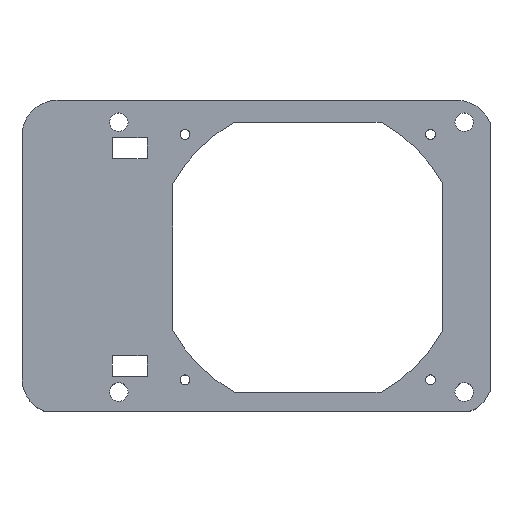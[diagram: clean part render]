
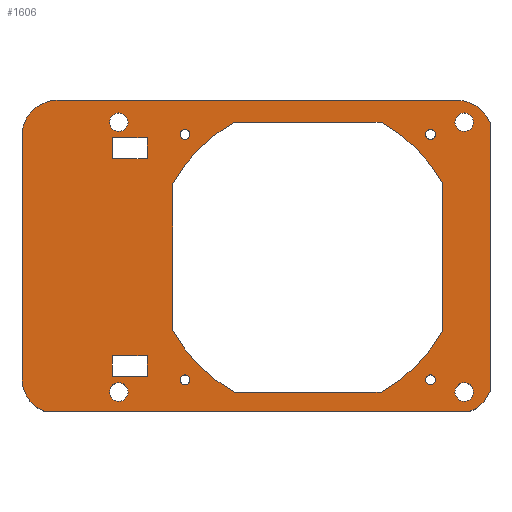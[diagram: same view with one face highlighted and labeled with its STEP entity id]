
A CAD part, top view. The second image highlights one B-rep face of the part: STEP entity #1606.
In plain terms, the highlighted planar face has unit normal (0, 0, 1).
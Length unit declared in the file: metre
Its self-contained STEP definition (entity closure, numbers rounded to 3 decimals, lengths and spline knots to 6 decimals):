
#23=LINE('',#2401,#163);
#27=LINE('',#2410,#167);
#31=LINE('',#2419,#171);
#34=LINE('',#2439,#174);
#35=LINE('',#2448,#175);
#36=LINE('',#2453,#176);
#37=LINE('',#2457,#177);
#38=LINE('',#2461,#178);
#39=LINE('',#2464,#179);
#40=LINE('',#2467,#180);
#41=LINE('',#2469,#181);
#42=LINE('',#2471,#182);
#43=LINE('',#2472,#183);
#44=LINE('',#2475,#184);
#45=LINE('',#2477,#185);
#46=LINE('',#2479,#186);
#163=VECTOR('',#1911,1.);
#167=VECTOR('',#1917,1.);
#171=VECTOR('',#1923,1.);
#174=VECTOR('',#1952,1.);
#175=VECTOR('',#1961,1.);
#176=VECTOR('',#1964,1.);
#177=VECTOR('',#1967,1.);
#178=VECTOR('',#1970,1.);
#179=VECTOR('',#1973,1.);
#180=VECTOR('',#1974,1.);
#181=VECTOR('',#1975,1.);
#182=VECTOR('',#1976,1.);
#183=VECTOR('',#1977,1.);
#184=VECTOR('',#1978,1.);
#185=VECTOR('',#1979,1.);
#186=VECTOR('',#1980,1.);
#303=PLANE('',#1732);
#392=ORIENTED_EDGE('',*,*,#825,.F.);
#393=ORIENTED_EDGE('',*,*,#830,.T.);
#394=ORIENTED_EDGE('',*,*,#822,.F.);
#395=ORIENTED_EDGE('',*,*,#811,.F.);
#396=ORIENTED_EDGE('',*,*,#829,.F.);
#397=ORIENTED_EDGE('',*,*,#819,.F.);
#398=ORIENTED_EDGE('',*,*,#827,.F.);
#399=ORIENTED_EDGE('',*,*,#815,.F.);
#400=ORIENTED_EDGE('',*,*,#831,.F.);
#401=ORIENTED_EDGE('',*,*,#832,.F.);
#402=ORIENTED_EDGE('',*,*,#833,.F.);
#403=ORIENTED_EDGE('',*,*,#834,.F.);
#404=ORIENTED_EDGE('',*,*,#835,.F.);
#405=ORIENTED_EDGE('',*,*,#836,.T.);
#406=ORIENTED_EDGE('',*,*,#837,.F.);
#407=ORIENTED_EDGE('',*,*,#838,.T.);
#408=ORIENTED_EDGE('',*,*,#839,.T.);
#409=ORIENTED_EDGE('',*,*,#840,.T.);
#410=ORIENTED_EDGE('',*,*,#841,.T.);
#411=ORIENTED_EDGE('',*,*,#842,.T.);
#412=ORIENTED_EDGE('',*,*,#843,.T.);
#413=ORIENTED_EDGE('',*,*,#844,.F.);
#414=ORIENTED_EDGE('',*,*,#845,.T.);
#415=ORIENTED_EDGE('',*,*,#846,.F.);
#416=ORIENTED_EDGE('',*,*,#847,.T.);
#417=ORIENTED_EDGE('',*,*,#848,.F.);
#418=ORIENTED_EDGE('',*,*,#849,.F.);
#419=ORIENTED_EDGE('',*,*,#850,.F.);
#420=ORIENTED_EDGE('',*,*,#801,.T.);
#421=ORIENTED_EDGE('',*,*,#803,.T.);
#422=ORIENTED_EDGE('',*,*,#805,.T.);
#423=ORIENTED_EDGE('',*,*,#807,.T.);
#801=EDGE_CURVE('',#1023,#1023,#1181,.F.);
#803=EDGE_CURVE('',#1025,#1025,#1183,.F.);
#805=EDGE_CURVE('',#1027,#1027,#1185,.F.);
#807=EDGE_CURVE('',#1029,#1029,#1187,.F.);
#811=EDGE_CURVE('',#1033,#1031,#23,.T.);
#815=EDGE_CURVE('',#1037,#1035,#27,.T.);
#819=EDGE_CURVE('',#1041,#1039,#31,.T.);
#822=EDGE_CURVE('',#1031,#1043,#1189,.F.);
#825=EDGE_CURVE('',#1045,#1037,#1191,.F.);
#827=EDGE_CURVE('',#1035,#1041,#1193,.F.);
#829=EDGE_CURVE('',#1039,#1033,#1195,.F.);
#830=EDGE_CURVE('',#1045,#1043,#34,.T.);
#831=EDGE_CURVE('',#1046,#1046,#1196,.T.);
#832=EDGE_CURVE('',#1047,#1047,#1197,.T.);
#833=EDGE_CURVE('',#1048,#1048,#1198,.T.);
#834=EDGE_CURVE('',#1049,#1049,#1199,.T.);
#835=EDGE_CURVE('',#1050,#1051,#35,.T.);
#836=EDGE_CURVE('',#1050,#1052,#1200,.T.);
#837=EDGE_CURVE('',#1053,#1052,#36,.T.);
#838=EDGE_CURVE('',#1053,#1054,#1201,.T.);
#839=EDGE_CURVE('',#1054,#1055,#37,.T.);
#840=EDGE_CURVE('',#1055,#1056,#1202,.T.);
#841=EDGE_CURVE('',#1056,#1057,#38,.T.);
#842=EDGE_CURVE('',#1057,#1051,#1203,.T.);
#843=EDGE_CURVE('',#1058,#1059,#39,.T.);
#844=EDGE_CURVE('',#1060,#1059,#40,.T.);
#845=EDGE_CURVE('',#1060,#1061,#41,.T.);
#846=EDGE_CURVE('',#1058,#1061,#42,.T.);
#847=EDGE_CURVE('',#1062,#1063,#43,.T.);
#848=EDGE_CURVE('',#1064,#1063,#44,.T.);
#849=EDGE_CURVE('',#1065,#1064,#45,.T.);
#850=EDGE_CURVE('',#1062,#1065,#46,.T.);
#1023=VERTEX_POINT('',#2377);
#1025=VERTEX_POINT('',#2382);
#1027=VERTEX_POINT('',#2387);
#1029=VERTEX_POINT('',#2392);
#1031=VERTEX_POINT('',#2396);
#1033=VERTEX_POINT('',#2400);
#1035=VERTEX_POINT('',#2405);
#1037=VERTEX_POINT('',#2409);
#1039=VERTEX_POINT('',#2414);
#1041=VERTEX_POINT('',#2418);
#1043=VERTEX_POINT('',#2423);
#1045=VERTEX_POINT('',#2430);
#1046=VERTEX_POINT('',#2441);
#1047=VERTEX_POINT('',#2443);
#1048=VERTEX_POINT('',#2445);
#1049=VERTEX_POINT('',#2447);
#1050=VERTEX_POINT('',#2449);
#1051=VERTEX_POINT('',#2450);
#1052=VERTEX_POINT('',#2452);
#1053=VERTEX_POINT('',#2454);
#1054=VERTEX_POINT('',#2456);
#1055=VERTEX_POINT('',#2458);
#1056=VERTEX_POINT('',#2460);
#1057=VERTEX_POINT('',#2462);
#1058=VERTEX_POINT('',#2465);
#1059=VERTEX_POINT('',#2466);
#1060=VERTEX_POINT('',#2468);
#1061=VERTEX_POINT('',#2470);
#1062=VERTEX_POINT('',#2473);
#1063=VERTEX_POINT('',#2474);
#1064=VERTEX_POINT('',#2476);
#1065=VERTEX_POINT('',#2478);
#1181=CIRCLE('',#1707,0.004);
#1183=CIRCLE('',#1710,0.004);
#1185=CIRCLE('',#1713,0.004);
#1187=CIRCLE('',#1716,0.004);
#1189=CIRCLE('',#1722,0.01505);
#1191=CIRCLE('',#1725,0.01505);
#1193=CIRCLE('',#1728,0.01505);
#1195=CIRCLE('',#1731,0.01505);
#1196=CIRCLE('',#1733,0.0021);
#1197=CIRCLE('',#1734,0.0021);
#1198=CIRCLE('',#1735,0.0021);
#1199=CIRCLE('',#1736,0.0021);
#1200=CIRCLE('',#1737,0.066);
#1201=CIRCLE('',#1738,0.066);
#1202=CIRCLE('',#1739,0.066);
#1203=CIRCLE('',#1740,0.066);
#1273=EDGE_LOOP('',(#392,#393,#394,#395,#396,#397,#398,#399));
#1274=EDGE_LOOP('',(#400));
#1275=EDGE_LOOP('',(#401));
#1276=EDGE_LOOP('',(#402));
#1277=EDGE_LOOP('',(#403));
#1278=EDGE_LOOP('',(#404,#405,#406,#407,#408,#409,#410,#411));
#1279=EDGE_LOOP('',(#412,#413,#414,#415));
#1280=EDGE_LOOP('',(#416,#417,#418,#419));
#1281=EDGE_LOOP('',(#420));
#1282=EDGE_LOOP('',(#421));
#1283=EDGE_LOOP('',(#422));
#1284=EDGE_LOOP('',(#423));
#1423=FACE_BOUND('',#1273,.T.);
#1424=FACE_BOUND('',#1274,.T.);
#1425=FACE_BOUND('',#1275,.T.);
#1426=FACE_BOUND('',#1276,.T.);
#1427=FACE_BOUND('',#1277,.T.);
#1428=FACE_BOUND('',#1278,.T.);
#1429=FACE_BOUND('',#1279,.T.);
#1430=FACE_BOUND('',#1280,.T.);
#1431=FACE_BOUND('',#1281,.T.);
#1432=FACE_BOUND('',#1282,.T.);
#1433=FACE_BOUND('',#1283,.T.);
#1434=FACE_BOUND('',#1284,.T.);
#1606=ADVANCED_FACE('',(#1423,#1424,#1425,#1426,#1427,#1428,#1429,#1430,
#1431,#1432,#1433,#1434),#303,.T.);
#1707=AXIS2_PLACEMENT_3D('',#2376,#1886,#1887);
#1710=AXIS2_PLACEMENT_3D('',#2381,#1892,#1893);
#1713=AXIS2_PLACEMENT_3D('',#2386,#1898,#1899);
#1716=AXIS2_PLACEMENT_3D('',#2391,#1904,#1905);
#1722=AXIS2_PLACEMENT_3D('',#2425,#1929,#1930);
#1725=AXIS2_PLACEMENT_3D('',#2431,#1936,#1937);
#1728=AXIS2_PLACEMENT_3D('',#2434,#1942,#1943);
#1731=AXIS2_PLACEMENT_3D('',#2437,#1948,#1949);
#1732=AXIS2_PLACEMENT_3D('',#2438,#1950,#1951);
#1733=AXIS2_PLACEMENT_3D('',#2440,#1953,#1954);
#1734=AXIS2_PLACEMENT_3D('',#2442,#1955,#1956);
#1735=AXIS2_PLACEMENT_3D('',#2444,#1957,#1958);
#1736=AXIS2_PLACEMENT_3D('',#2446,#1959,#1960);
#1737=AXIS2_PLACEMENT_3D('',#2451,#1962,#1963);
#1738=AXIS2_PLACEMENT_3D('',#2455,#1965,#1966);
#1739=AXIS2_PLACEMENT_3D('',#2459,#1968,#1969);
#1740=AXIS2_PLACEMENT_3D('',#2463,#1971,#1972);
#1886=DIRECTION('',(0.,0.,1.));
#1887=DIRECTION('',(1.,0.,0.));
#1892=DIRECTION('',(0.,0.,1.));
#1893=DIRECTION('',(1.,0.,0.));
#1898=DIRECTION('',(0.,0.,1.));
#1899=DIRECTION('',(1.,0.,0.));
#1904=DIRECTION('',(0.,0.,1.));
#1905=DIRECTION('',(1.,0.,0.));
#1911=DIRECTION('',(-1.,0.,0.));
#1917=DIRECTION('',(1.,0.,0.));
#1923=DIRECTION('',(0.,-1.,0.));
#1929=DIRECTION('',(0.,0.,1.));
#1930=DIRECTION('',(1.,0.,0.));
#1936=DIRECTION('',(0.,0.,1.));
#1937=DIRECTION('',(1.,0.,0.));
#1942=DIRECTION('',(0.,0.,1.));
#1943=DIRECTION('',(1.,0.,0.));
#1948=DIRECTION('',(0.,0.,1.));
#1949=DIRECTION('',(1.,0.,0.));
#1950=DIRECTION('',(0.,0.,1.));
#1951=DIRECTION('',(1.,0.,0.));
#1952=DIRECTION('',(0.,-1.,0.));
#1953=DIRECTION('',(0.,0.,1.));
#1954=DIRECTION('',(1.,0.,0.));
#1955=DIRECTION('',(0.,0.,1.));
#1956=DIRECTION('',(1.,0.,0.));
#1957=DIRECTION('',(0.,0.,1.));
#1958=DIRECTION('',(1.,0.,0.));
#1959=DIRECTION('',(0.,0.,1.));
#1960=DIRECTION('',(1.,0.,0.));
#1961=DIRECTION('',(0.,-1.,0.));
#1962=DIRECTION('',(0.,0.,-1.));
#1963=DIRECTION('',(-1.,0.,0.));
#1964=DIRECTION('',(-1.,0.,0.));
#1965=DIRECTION('',(0.,0.,-1.));
#1966=DIRECTION('',(-1.,0.,0.));
#1967=DIRECTION('',(0.,-1.,0.));
#1968=DIRECTION('',(0.,0.,-1.));
#1969=DIRECTION('',(-1.,0.,0.));
#1970=DIRECTION('',(-1.,0.,0.));
#1971=DIRECTION('',(0.,0.,-1.));
#1972=DIRECTION('',(-1.,0.,0.));
#1973=DIRECTION('',(1.,0.,0.));
#1974=DIRECTION('',(0.,1.,0.));
#1975=DIRECTION('',(-1.,0.,0.));
#1976=DIRECTION('',(0.,-1.,0.));
#1977=DIRECTION('',(0.,1.,0.));
#1978=DIRECTION('',(-1.,0.,0.));
#1979=DIRECTION('',(0.,1.,0.));
#1980=DIRECTION('',(1.,0.,0.));
#2376=CARTESIAN_POINT('',(-0.07425,-0.058,-0.026));
#2377=CARTESIAN_POINT('',(-0.07025,-0.058,-0.026));
#2381=CARTESIAN_POINT('',(0.07425,-0.058,-0.026));
#2382=CARTESIAN_POINT('',(0.07825,-0.058,-0.026));
#2386=CARTESIAN_POINT('',(0.07425,0.058,-0.026));
#2387=CARTESIAN_POINT('',(0.07825,0.058,-0.026));
#2391=CARTESIAN_POINT('',(-0.07425,0.058,-0.026));
#2392=CARTESIAN_POINT('',(-0.07025,0.058,-0.026));
#2396=CARTESIAN_POINT('',(-0.106194,-0.06635,-0.026));
#2400=CARTESIAN_POINT('',(0.076694,-0.06635,-0.026));
#2401=CARTESIAN_POINT('',(-0.01475,-0.06635,-0.026));
#2405=CARTESIAN_POINT('',(0.0713,0.06735,-0.026));
#2409=CARTESIAN_POINT('',(-0.1008,0.06735,-0.026));
#2410=CARTESIAN_POINT('',(-0.01475,0.06735,-0.026));
#2414=CARTESIAN_POINT('',(0.08535,-0.057694,-0.026));
#2418=CARTESIAN_POINT('',(0.08535,0.057694,-0.026));
#2419=CARTESIAN_POINT('',(0.08535,0.055174,-0.026));
#2423=CARTESIAN_POINT('',(-0.11585,-0.0523,-0.026));
#2425=CARTESIAN_POINT('',(-0.1008,-0.0523,-0.026));
#2430=CARTESIAN_POINT('',(-0.11585,0.0523,-0.026));
#2431=CARTESIAN_POINT('',(-0.1008,0.0523,-0.026));
#2434=CARTESIAN_POINT('',(0.0713,0.0523,-0.026));
#2437=CARTESIAN_POINT('',(0.0713,-0.0523,-0.026));
#2438=CARTESIAN_POINT('',(-0.01475,0.,-0.026));
#2439=CARTESIAN_POINT('',(-0.11585,0.,-0.026));
#2440=CARTESIAN_POINT('',(0.05975,0.05275,-0.026));
#2441=CARTESIAN_POINT('',(0.06185,0.05275,-0.026));
#2442=CARTESIAN_POINT('',(-0.04575,0.05275,-0.026));
#2443=CARTESIAN_POINT('',(-0.04365,0.05275,-0.026));
#2444=CARTESIAN_POINT('',(-0.04575,-0.05275,-0.026));
#2445=CARTESIAN_POINT('',(-0.04365,-0.05275,-0.026));
#2446=CARTESIAN_POINT('',(0.05975,-0.05275,-0.026));
#2447=CARTESIAN_POINT('',(0.06185,-0.05275,-0.026));
#2448=CARTESIAN_POINT('',(-0.051,0.,-0.026));
#2449=CARTESIAN_POINT('',(-0.051,0.031496,-0.026));
#2450=CARTESIAN_POINT('',(-0.051,-0.031496,-0.026));
#2451=CARTESIAN_POINT('',(0.007,0.,-0.026));
#2452=CARTESIAN_POINT('',(-0.024496,0.058,-0.026));
#2453=CARTESIAN_POINT('',(0.007,0.058,-0.026));
#2454=CARTESIAN_POINT('',(0.038496,0.058,-0.026));
#2455=CARTESIAN_POINT('',(0.007,0.,-0.026));
#2456=CARTESIAN_POINT('',(0.065,0.031496,-0.026));
#2457=CARTESIAN_POINT('',(0.065,0.,-0.026));
#2458=CARTESIAN_POINT('',(0.065,-0.031496,-0.026));
#2459=CARTESIAN_POINT('',(0.007,0.,-0.026));
#2460=CARTESIAN_POINT('',(0.038496,-0.058,-0.026));
#2461=CARTESIAN_POINT('',(0.007,-0.058,-0.026));
#2462=CARTESIAN_POINT('',(-0.024496,-0.058,-0.026));
#2463=CARTESIAN_POINT('',(0.007,0.,-0.026));
#2464=CARTESIAN_POINT('',(-0.078,0.05135,-0.026));
#2465=CARTESIAN_POINT('',(-0.077,0.05135,-0.026));
#2466=CARTESIAN_POINT('',(-0.062,0.05135,-0.026));
#2467=CARTESIAN_POINT('',(-0.062,0.,-0.026));
#2468=CARTESIAN_POINT('',(-0.062,0.04235,-0.026));
#2469=CARTESIAN_POINT('',(-0.0695,0.04235,-0.026));
#2470=CARTESIAN_POINT('',(-0.077,0.04235,-0.026));
#2471=CARTESIAN_POINT('',(-0.077,0.04685,-0.026));
#2472=CARTESIAN_POINT('',(-0.077,-0.04685,-0.026));
#2473=CARTESIAN_POINT('',(-0.077,-0.05135,-0.026));
#2474=CARTESIAN_POINT('',(-0.077,-0.04235,-0.026));
#2475=CARTESIAN_POINT('',(-0.0695,-0.04235,-0.026));
#2476=CARTESIAN_POINT('',(-0.062,-0.04235,-0.026));
#2477=CARTESIAN_POINT('',(-0.062,0.,-0.026));
#2478=CARTESIAN_POINT('',(-0.062,-0.05135,-0.026));
#2479=CARTESIAN_POINT('',(-0.078,-0.05135,-0.026));
